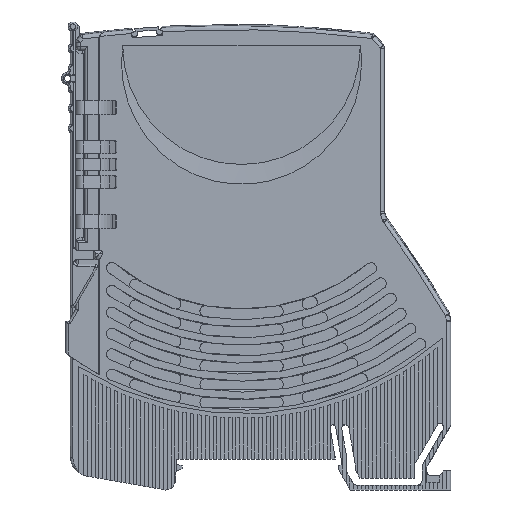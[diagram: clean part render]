
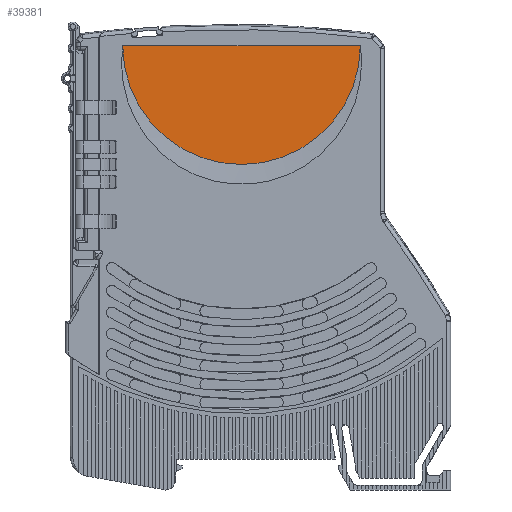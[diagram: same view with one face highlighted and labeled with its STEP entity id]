
A CAD part, left-side view. The second image highlights one B-rep face of the part: STEP entity #39381.
In plain terms, the highlighted planar face has unit normal (-1, 0, -0.018).
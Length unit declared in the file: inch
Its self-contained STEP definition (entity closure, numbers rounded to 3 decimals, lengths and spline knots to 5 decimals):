
#3127 = CARTESIAN_POINT ( 'NONE',  ( -0.24213, 1.73115, 3.4252 ) ) ;
#5743 = DIRECTION ( 'NONE',  ( -0.017, 0., 1. ) ) ;
#6938 = DIRECTION ( 'NONE',  ( 0., 1., 0. ) ) ;
#8745 = FACE_OUTER_BOUND ( 'NONE', #38825, .T. ) ;
#13996 = PLANE ( 'NONE',  #42418 ) ;
#18472 = LINE ( 'NONE', #24410, #67545 ) ;
#18740 = CARTESIAN_POINT ( 'NONE',  ( -0.24213, 0.7469, 3.4252 ) ) ;
#24410 = CARTESIAN_POINT ( 'NONE',  ( -0.24213, 1.57367, 3.4252 ) ) ;
#24492 = DIRECTION ( 'NONE',  ( -0.017, 0., 1. ) ) ;
#24880 = VERTEX_POINT ( 'NONE', #55951 ) ;
#31296 = CARTESIAN_POINT ( 'NONE',  ( -0.24213, 1.73115, 3.4252 ) ) ;
#37689 = VERTEX_POINT ( 'NONE', #18740 ) ;
#37869 = AXIS2_PLACEMENT_3D ( 'NONE', #31296, #43563, #5743 ) ;
#38825 = EDGE_LOOP ( 'NONE', ( #41840, #63392 ) ) ;
#39027 = CIRCLE ( 'NONE', #37869, 0.98425 ) ;
#39381 = ADVANCED_FACE ( 'NONE', ( #8745 ), #13996, .T. ) ;
#41271 = EDGE_CURVE ( 'NONE', #24880, #37689, #39027, .T. ) ;
#41840 = ORIENTED_EDGE ( 'NONE', *, *, #41271, .T. ) ;
#42418 = AXIS2_PLACEMENT_3D ( 'NONE', #3127, #67203, #24492 ) ;
#43563 = DIRECTION ( 'NONE',  ( -1., 0., -0.017 ) ) ;
#55951 = CARTESIAN_POINT ( 'NONE',  ( -0.24213, 2.71541, 3.4252 ) ) ;
#63392 = ORIENTED_EDGE ( 'NONE', *, *, #64073, .T. ) ;
#64073 = EDGE_CURVE ( 'NONE', #37689, #24880, #18472, .T. ) ;
#67203 = DIRECTION ( 'NONE',  ( -1., 0., -0.017 ) ) ;
#67545 = VECTOR ( 'NONE', #6938, 39.37008 ) ;
